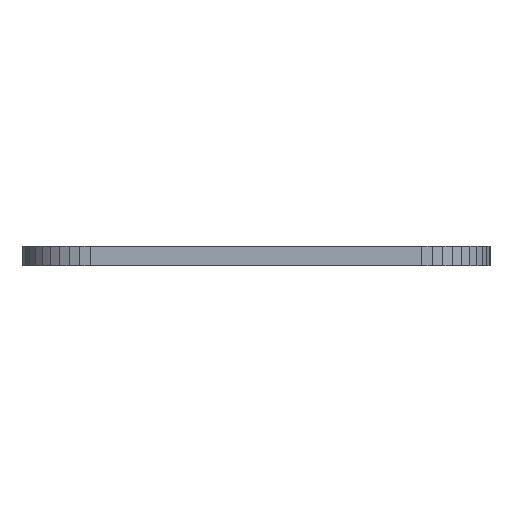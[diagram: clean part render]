
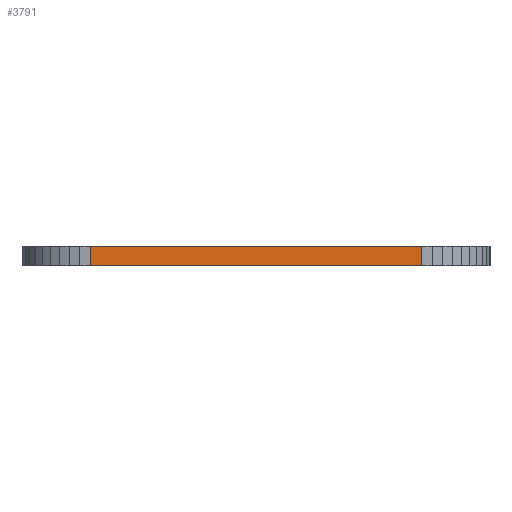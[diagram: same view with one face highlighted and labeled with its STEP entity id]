
A CAD part, left-side view. The second image highlights one B-rep face of the part: STEP entity #3791.
In plain terms, the highlighted planar face has unit normal (-1, 0.001, 0).
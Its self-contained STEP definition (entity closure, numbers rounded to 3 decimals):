
#32 = EDGE_CURVE('',#33,#35,#37,.T.);
#33 = VERTEX_POINT('',#34);
#34 = CARTESIAN_POINT('',(-39.012,-9.565,0.));
#35 = VERTEX_POINT('',#36);
#36 = CARTESIAN_POINT('',(-39.012,-9.565,1.102));
#37 = SURFACE_CURVE('',#38,(#42,#54),.PCURVE_S1.);
#38 = LINE('',#39,#40);
#39 = CARTESIAN_POINT('',(-39.012,-9.565,0.));
#40 = VECTOR('',#41,1.);
#41 = DIRECTION('',(0.,0.,1.));
#42 = PCURVE('',#43,#48);
#43 = PLANE('',#44);
#44 = AXIS2_PLACEMENT_3D('',#45,#46,#47);
#45 = CARTESIAN_POINT('',(-39.012,-9.565,0.));
#46 = DIRECTION('',(0.997,0.078,0.));
#47 = DIRECTION('',(0.078,-0.997,0.));
#48 = DEFINITIONAL_REPRESENTATION('',(#49),#53);
#49 = LINE('',#50,#51);
#50 = CARTESIAN_POINT('',(0.,0.));
#51 = VECTOR('',#52,1.);
#52 = DIRECTION('',(0.,-1.));
#53 = ( GEOMETRIC_REPRESENTATION_CONTEXT(2) 
PARAMETRIC_REPRESENTATION_CONTEXT() REPRESENTATION_CONTEXT('2D SPACE',''
  ) );
#54 = PCURVE('',#55,#60);
#55 = PLANE('',#56);
#56 = AXIS2_PLACEMENT_3D('',#57,#58,#59);
#57 = CARTESIAN_POINT('',(-39.,9.565,0.));
#58 = DIRECTION('',(1.,-0.001,0.));
#59 = DIRECTION('',(-0.001,-1.,0.));
#60 = DEFINITIONAL_REPRESENTATION('',(#61),#65);
#61 = LINE('',#62,#63);
#62 = CARTESIAN_POINT('',(19.13,0.));
#63 = VECTOR('',#64,1.);
#64 = DIRECTION('',(0.,-1.));
#65 = ( GEOMETRIC_REPRESENTATION_CONTEXT(2) 
PARAMETRIC_REPRESENTATION_CONTEXT() REPRESENTATION_CONTEXT('2D SPACE',''
  ) );
#83 = PLANE('',#84);
#84 = AXIS2_PLACEMENT_3D('',#85,#86,#87);
#85 = CARTESIAN_POINT('',(-39.012,-9.565,1.102));
#86 = DIRECTION('',(0.,0.,-1.));
#87 = DIRECTION('',(-1.,0.,0.));
#137 = PLANE('',#138);
#138 = AXIS2_PLACEMENT_3D('',#139,#140,#141);
#139 = CARTESIAN_POINT('',(-39.012,-9.565,0.));
#140 = DIRECTION('',(0.,0.,-1.));
#141 = DIRECTION('',(-1.,0.,0.));
#3688 = PLANE('',#3689);
#3689 = AXIS2_PLACEMENT_3D('',#3690,#3691,#3692);
#3690 = CARTESIAN_POINT('',(-39.012,9.565,0.));
#3691 = DIRECTION('',(0.,1.,0.));
#3692 = DIRECTION('',(1.,0.,0.));
#3726 = VERTEX_POINT('',#3727);
#3727 = CARTESIAN_POINT('',(-39.,9.565,1.102));
#3748 = EDGE_CURVE('',#3749,#3726,#3751,.T.);
#3749 = VERTEX_POINT('',#3750);
#3750 = CARTESIAN_POINT('',(-39.,9.565,0.));
#3751 = SURFACE_CURVE('',#3752,(#3756,#3763),.PCURVE_S1.);
#3752 = LINE('',#3753,#3754);
#3753 = CARTESIAN_POINT('',(-39.,9.565,0.));
#3754 = VECTOR('',#3755,1.);
#3755 = DIRECTION('',(0.,0.,1.));
#3756 = PCURVE('',#3688,#3757);
#3757 = DEFINITIONAL_REPRESENTATION('',(#3758),#3762);
#3758 = LINE('',#3759,#3760);
#3759 = CARTESIAN_POINT('',(0.012,0.));
#3760 = VECTOR('',#3761,1.);
#3761 = DIRECTION('',(0.,-1.));
#3762 = ( GEOMETRIC_REPRESENTATION_CONTEXT(2) 
PARAMETRIC_REPRESENTATION_CONTEXT() REPRESENTATION_CONTEXT('2D SPACE',''
  ) );
#3763 = PCURVE('',#55,#3764);
#3764 = DEFINITIONAL_REPRESENTATION('',(#3765),#3769);
#3765 = LINE('',#3766,#3767);
#3766 = CARTESIAN_POINT('',(0.,0.));
#3767 = VECTOR('',#3768,1.);
#3768 = DIRECTION('',(0.,-1.));
#3769 = ( GEOMETRIC_REPRESENTATION_CONTEXT(2) 
PARAMETRIC_REPRESENTATION_CONTEXT() REPRESENTATION_CONTEXT('2D SPACE',''
  ) );
#3791 = ADVANCED_FACE('',(#3792),#55,.F.);
#3792 = FACE_BOUND('',#3793,.F.);
#3793 = EDGE_LOOP('',(#3794,#3795,#3816,#3817));
#3794 = ORIENTED_EDGE('',*,*,#3748,.T.);
#3795 = ORIENTED_EDGE('',*,*,#3796,.T.);
#3796 = EDGE_CURVE('',#3726,#35,#3797,.T.);
#3797 = SURFACE_CURVE('',#3798,(#3802,#3809),.PCURVE_S1.);
#3798 = LINE('',#3799,#3800);
#3799 = CARTESIAN_POINT('',(-39.,9.565,1.102));
#3800 = VECTOR('',#3801,1.);
#3801 = DIRECTION('',(-0.001,-1.,0.));
#3802 = PCURVE('',#55,#3803);
#3803 = DEFINITIONAL_REPRESENTATION('',(#3804),#3808);
#3804 = LINE('',#3805,#3806);
#3805 = CARTESIAN_POINT('',(0.,-1.102));
#3806 = VECTOR('',#3807,1.);
#3807 = DIRECTION('',(1.,0.));
#3808 = ( GEOMETRIC_REPRESENTATION_CONTEXT(2) 
PARAMETRIC_REPRESENTATION_CONTEXT() REPRESENTATION_CONTEXT('2D SPACE',''
  ) );
#3809 = PCURVE('',#83,#3810);
#3810 = DEFINITIONAL_REPRESENTATION('',(#3811),#3815);
#3811 = LINE('',#3812,#3813);
#3812 = CARTESIAN_POINT('',(-0.012,19.13));
#3813 = VECTOR('',#3814,1.);
#3814 = DIRECTION('',(0.001,-1.));
#3815 = ( GEOMETRIC_REPRESENTATION_CONTEXT(2) 
PARAMETRIC_REPRESENTATION_CONTEXT() REPRESENTATION_CONTEXT('2D SPACE',''
  ) );
#3816 = ORIENTED_EDGE('',*,*,#32,.F.);
#3817 = ORIENTED_EDGE('',*,*,#3818,.F.);
#3818 = EDGE_CURVE('',#3749,#33,#3819,.T.);
#3819 = SURFACE_CURVE('',#3820,(#3824,#3831),.PCURVE_S1.);
#3820 = LINE('',#3821,#3822);
#3821 = CARTESIAN_POINT('',(-39.,9.565,0.));
#3822 = VECTOR('',#3823,1.);
#3823 = DIRECTION('',(-0.001,-1.,0.));
#3824 = PCURVE('',#55,#3825);
#3825 = DEFINITIONAL_REPRESENTATION('',(#3826),#3830);
#3826 = LINE('',#3827,#3828);
#3827 = CARTESIAN_POINT('',(0.,0.));
#3828 = VECTOR('',#3829,1.);
#3829 = DIRECTION('',(1.,0.));
#3830 = ( GEOMETRIC_REPRESENTATION_CONTEXT(2) 
PARAMETRIC_REPRESENTATION_CONTEXT() REPRESENTATION_CONTEXT('2D SPACE',''
  ) );
#3831 = PCURVE('',#137,#3832);
#3832 = DEFINITIONAL_REPRESENTATION('',(#3833),#3837);
#3833 = LINE('',#3834,#3835);
#3834 = CARTESIAN_POINT('',(-0.012,19.13));
#3835 = VECTOR('',#3836,1.);
#3836 = DIRECTION('',(0.001,-1.));
#3837 = ( GEOMETRIC_REPRESENTATION_CONTEXT(2) 
PARAMETRIC_REPRESENTATION_CONTEXT() REPRESENTATION_CONTEXT('2D SPACE',''
  ) );
